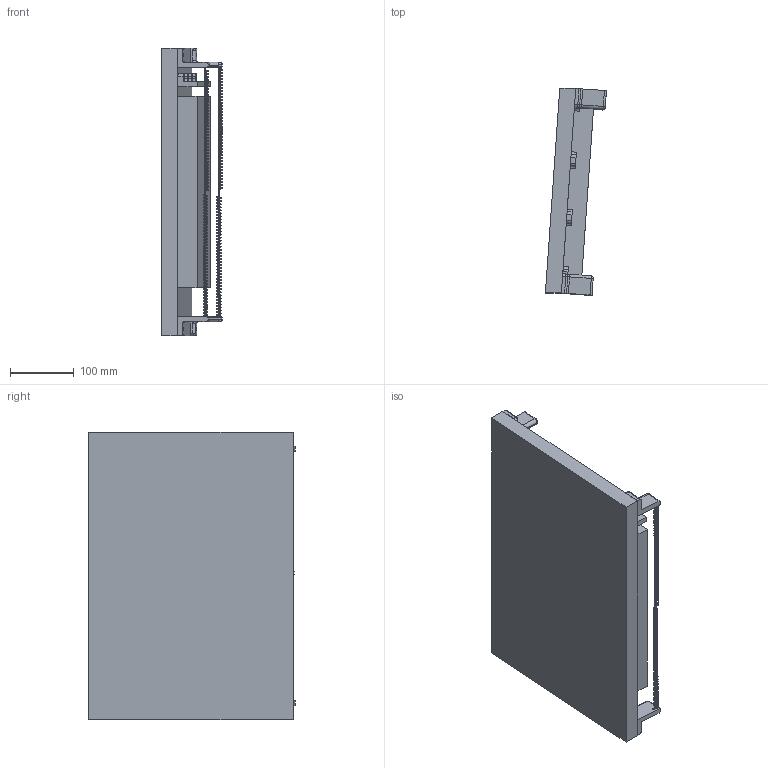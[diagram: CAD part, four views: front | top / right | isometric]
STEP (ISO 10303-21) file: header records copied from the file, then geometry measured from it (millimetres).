
FILE_DESCRIPTION (( 'STEP AP203' ), '1' );
FILE_NAME ('Radiateur.STEP', '2024-02-14T20:31:56', ( '' ), ( '' ), 'SwSTEP 2.0', 'SolidWorks 2023', '' );
FILE_SCHEMA (( 'CONFIG_CONTROL_DESIGN' ));
Length unit declared in the file: millimetre
Products named in the file (8): rightshield; 05-Radiateur; tigerad; Springs; braquetterad2; braquetterad1; Radiateur; Mur_largeur
Assembly tree (13 placements, depth 2):
  Radiateur
    Mur_largeur
    braquetterad2  x2
    05-Radiateur
    braquetterad1  x2
    tigerad  x2
    Springs  x4
    rightshield
Bounding box: 95.68 x 323.35 x 450 mm (x, y, z)
Volume: 6447928.1 mm3; surface area: 606886.8 mm2
Topology: 13 solids, 13 shells, 202 faces, 472 edges, 296 vertices
Faces by surface type: cylinder 94, plane 84, bspline 16, torus 8
Entity records: 12710 total; most frequent: CARTESIAN_POINT 8702, DIRECTION 672, ORIENTED_EDGE 596, EDGE_CURVE 298, AXIS2_PLACEMENT_3D 250, VERTEX_POINT 192, LINE 172, VECTOR 172
